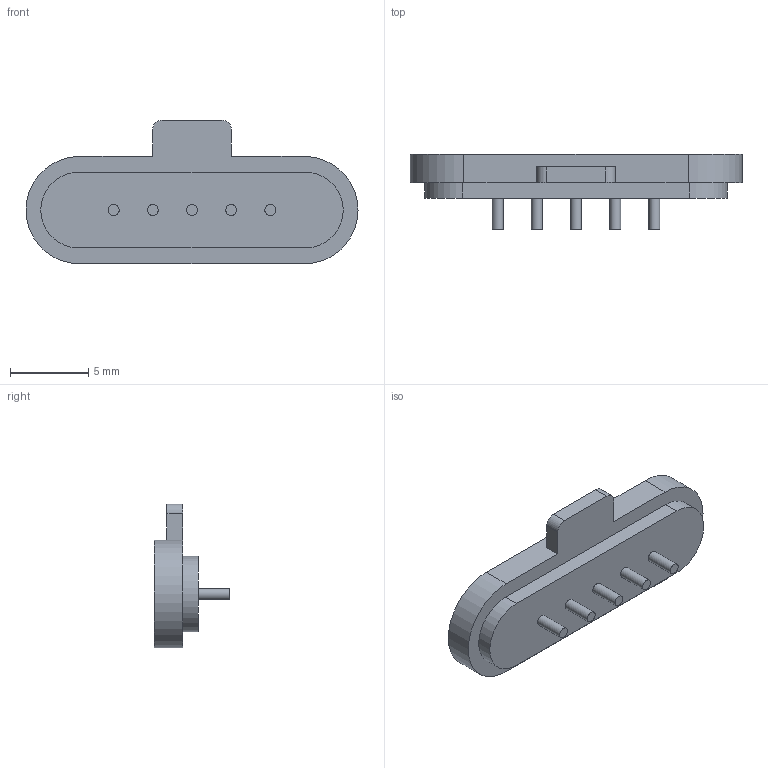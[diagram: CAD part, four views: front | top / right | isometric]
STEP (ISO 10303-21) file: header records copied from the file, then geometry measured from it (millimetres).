
FILE_DESCRIPTION(/* description */ (''),/* implementation_level */ '2;1');
FILE_NAME(/* name */ 'contact 5.step',/* time_stamp */ '2024-09-09T23:30:11+01:00',/* author */ (''),/* organization */ (''),/* preprocessor_version */ 'ST-DEVELOPER v20',/* originating_system */ 'Autodesk Translation Framework v13.14.0.145',/* authorisation */ '');
FILE_SCHEMA (('AUTOMOTIVE_DESIGN { 1 0 10303 214 3 1 1 }'));
Length unit declared in the file: millimetre
Products named in the file (1): contact 5
Bounding box: 21.2 x 4.8 x 9.17 mm (x, y, z)
Volume: 345.4 mm3; surface area: 462.8 mm2
Topology: 6 solids, 6 shells, 42 faces, 72 edges, 48 vertices
Faces by surface type: plane 26, cylinder 16
Full cylindrical faces by diameter (mm): 0.7 x5, 1.5 x5
Entity records: 1055 total; most frequent: DIRECTION 190, CARTESIAN_POINT 163, ORIENTED_EDGE 144, AXIS2_PLACEMENT_3D 75, EDGE_CURVE 72, EDGE_LOOP 48, VERTEX_POINT 48, FACE_OUTER_BOUND 42
